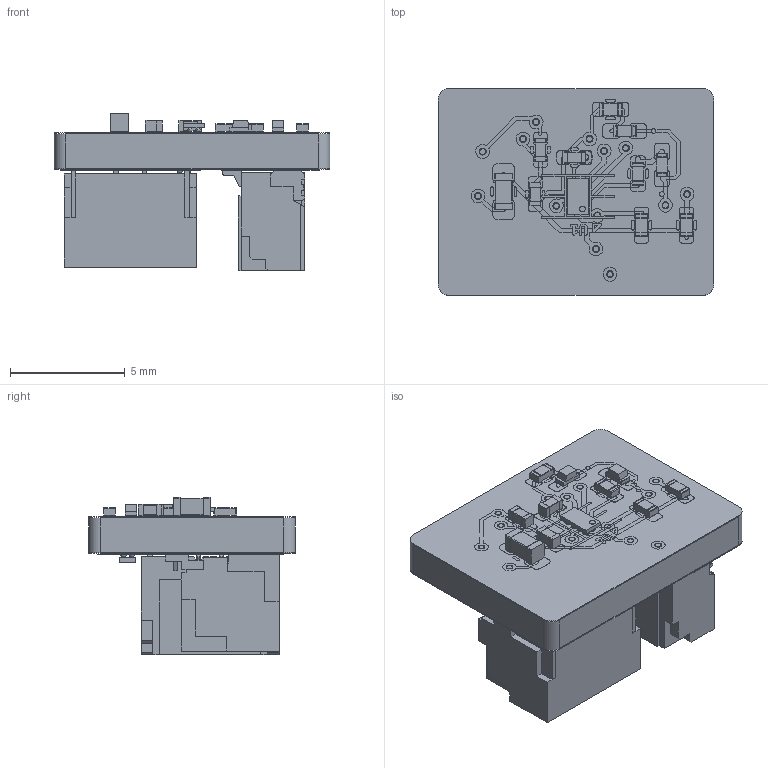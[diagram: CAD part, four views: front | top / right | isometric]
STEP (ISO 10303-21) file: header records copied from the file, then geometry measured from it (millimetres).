
FILE_DESCRIPTION(('KiCad electronic assembly'),'2;1');
FILE_NAME('MCPM0C1104 board DSBGA.step','2025-04-14T04:06:54',('Pcbnew') ,('Kicad'),'Open CASCADE STEP processor 7.8','KiCad to STEP converter' ,'Unknown');
FILE_SCHEMA(('AUTOMOTIVE_DESIGN { 1 0 10303 214 1 1 1 1 }'));
Length unit declared in the file: millimetre
Products named in the file (15): MCPM0C1104 board DSBGA 1; C_0402_1005Metric; R_0402_1005Metric; LED_0402_1005Metric; MSPM0C1104S8YCJR; C_0603_1608Metric; TPS7A02_YCH; 4328--3DModel-STEP-269445; JST_GH_BM02B-GHS-TBT_1x02-1MP_P1.25mm_Vertical; MCPM0C1104 board DSBGA_copper; MCPM0C1104 board DSBGA_pad; MCPM0C1104 board DSBGA_via; MCPM0C1104 board DSBGA_silkscreen; MCPM0C1104 board DSBGA_soldermask; MCPM0C1104 board DSBGA_PCB
Assembly tree (20 placements, depth 2):
  MCPM0C1104 board DSBGA 1
    C_0402_1005Metric  x3
    R_0402_1005Metric  x4
    LED_0402_1005Metric  x2
    MSPM0C1104S8YCJR
    C_0603_1608Metric
    TPS7A02_YCH
    4328--3DModel-STEP-269445
    JST_GH_BM02B-GHS-TBT_1x02-1MP_P1.25mm_Vertical
    MCPM0C1104 board DSBGA_copper
    MCPM0C1104 board DSBGA_pad
    MCPM0C1104 board DSBGA_via
    MCPM0C1104 board DSBGA_silkscreen
    MCPM0C1104 board DSBGA_soldermask
    MCPM0C1104 board DSBGA_PCB
Bounding box: 12 x 9 x 6.83 mm (x, y, z)
Volume: 267.7 mm3; surface area: 1080.8 mm2
Topology: 128 solids, 189 shells, 1779 faces, 5287 edges, 3825 vertices
Faces by surface type: plane 1338, cylinder 417, sphere 24
Full cylindrical faces by diameter (mm): 0.2 x12, 0.25 x15, 0.3 x56, 0.6 x2
Entity records: 57769 total; most frequent: CARTESIAN_POINT 10029, DIRECTION 9080, ORIENTED_EDGE 8609, EDGE_CURVE 4782, LINE 3668, VECTOR 3668, VERTEX_POINT 3511, AXIS2_PLACEMENT_3D 2706
